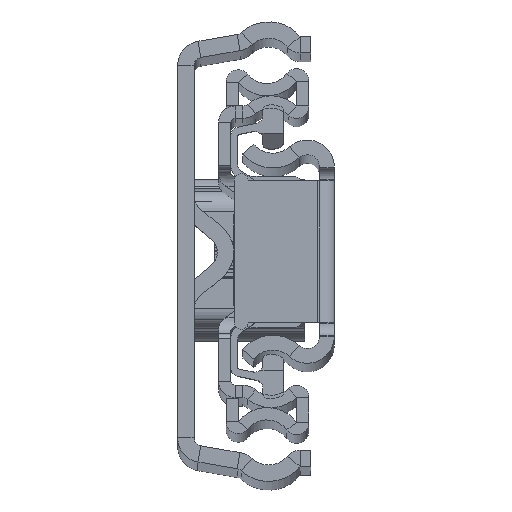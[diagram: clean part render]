
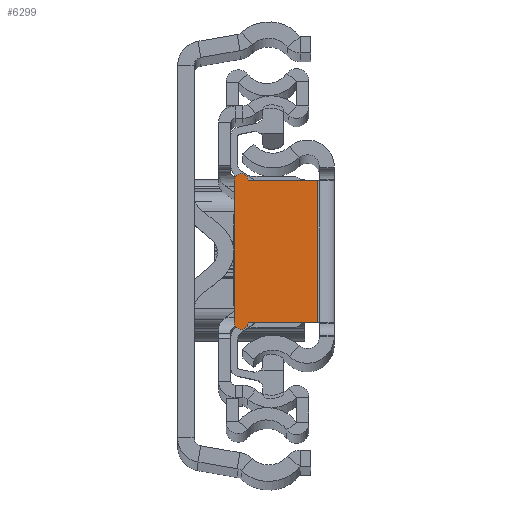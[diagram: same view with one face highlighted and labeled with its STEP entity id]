
A CAD part, top view. The second image highlights one B-rep face of the part: STEP entity #6299.
In plain terms, the highlighted planar face has unit normal (0, 0, 1).
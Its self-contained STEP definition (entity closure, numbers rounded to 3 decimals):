
#621 = EDGE_CURVE ( 'NONE', #43114, #5453, #36797, .T. ) ;
#1218 = DIRECTION ( 'NONE',  ( 0., 1., 0. ) ) ;
#1659 = VECTOR ( 'NONE', #43734, 1000. ) ;
#2615 = EDGE_CURVE ( 'NONE', #8895, #9132, #40950, .T. ) ;
#3371 = CARTESIAN_POINT ( 'NONE',  ( -2., -8.65, 0. ) ) ;
#3922 = LINE ( 'NONE', #7685, #1659 ) ;
#5220 = CARTESIAN_POINT ( 'NONE',  ( -12.2, 8.65, 0. ) ) ;
#5453 = VERTEX_POINT ( 'NONE', #42600 ) ;
#6299 = ADVANCED_FACE ( 'NONE', ( #20517 ), #24293, .T. ) ;
#6841 = CARTESIAN_POINT ( 'NONE',  ( 0., 0., 0. ) ) ;
#7685 = CARTESIAN_POINT ( 'NONE',  ( -12.2, -8.65, 0. ) ) ;
#8785 = ORIENTED_EDGE ( 'NONE', *, *, #621, .T. ) ;
#8895 = VERTEX_POINT ( 'NONE', #10418 ) ;
#9132 = VERTEX_POINT ( 'NONE', #27588 ) ;
#9830 = ORIENTED_EDGE ( 'NONE', *, *, #39671, .F. ) ;
#10418 = CARTESIAN_POINT ( 'NONE',  ( -10.5, 8.65, 0. ) ) ;
#10685 = AXIS2_PLACEMENT_3D ( 'NONE', #32444, #25158, #18290 ) ;
#10788 = CARTESIAN_POINT ( 'NONE',  ( -11.35, 8.65, 0. ) ) ;
#11743 = VECTOR ( 'NONE', #30678, 1000. ) ;
#12520 = LINE ( 'NONE', #5220, #11743 ) ;
#13155 = VERTEX_POINT ( 'NONE', #30643 ) ;
#13241 = CARTESIAN_POINT ( 'NONE',  ( -1.8, 8.65, 0. ) ) ;
#13961 = DIRECTION ( 'NONE',  ( 1., 0., 0. ) ) ;
#17351 = ORIENTED_EDGE ( 'NONE', *, *, #19362, .F. ) ;
#17568 = VERTEX_POINT ( 'NONE', #23697 ) ;
#18290 = DIRECTION ( 'NONE',  ( -1., 0., 0. ) ) ;
#19362 = EDGE_CURVE ( 'NONE', #8895, #5453, #27868, .T. ) ;
#20517 = FACE_OUTER_BOUND ( 'NONE', #23355, .T. ) ;
#20639 = AXIS2_PLACEMENT_3D ( 'NONE', #10788, #21626, #26082 ) ;
#21626 = DIRECTION ( 'NONE',  ( 0., 0., 1. ) ) ;
#23355 = EDGE_LOOP ( 'NONE', ( #9830, #42912, #44510, #8785, #17351, #35962 ) ) ;
#23697 = CARTESIAN_POINT ( 'NONE',  ( -12.2, -8.65, 0. ) ) ;
#24293 = PLANE ( 'NONE',  #37641 ) ;
#25158 = DIRECTION ( 'NONE',  ( 0., 0., 1. ) ) ;
#25666 = EDGE_CURVE ( 'NONE', #17568, #13155, #37812, .T. ) ;
#26082 = DIRECTION ( 'NONE',  ( 1., 0., 0. ) ) ;
#27588 = CARTESIAN_POINT ( 'NONE',  ( -12.2, 8.65, 0. ) ) ;
#27868 = LINE ( 'NONE', #13241, #36646 ) ;
#30643 = CARTESIAN_POINT ( 'NONE',  ( -10.5, -8.65, 0. ) ) ;
#30678 = DIRECTION ( 'NONE',  ( 0., 1., 0. ) ) ;
#31117 = DIRECTION ( 'NONE',  ( 0., 0., 1. ) ) ;
#32444 = CARTESIAN_POINT ( 'NONE',  ( -11.35, -8.65, 0. ) ) ;
#32464 = VECTOR ( 'NONE', #1218, 1000. ) ;
#33031 = CARTESIAN_POINT ( 'NONE',  ( -2., 0., 0. ) ) ;
#34362 = EDGE_CURVE ( 'NONE', #43114, #13155, #3922, .T. ) ;
#35838 = DIRECTION ( 'NONE',  ( 1., 0., 0. ) ) ;
#35962 = ORIENTED_EDGE ( 'NONE', *, *, #2615, .T. ) ;
#36646 = VECTOR ( 'NONE', #13961, 1000. ) ;
#36797 = LINE ( 'NONE', #33031, #32464 ) ;
#37641 = AXIS2_PLACEMENT_3D ( 'NONE', #6841, #31117, #35838 ) ;
#37812 = CIRCLE ( 'NONE', #10685, 0.85 ) ;
#39671 = EDGE_CURVE ( 'NONE', #17568, #9132, #12520, .T. ) ;
#40950 = CIRCLE ( 'NONE', #20639, 0.85 ) ;
#42600 = CARTESIAN_POINT ( 'NONE',  ( -2., 8.65, 0. ) ) ;
#42912 = ORIENTED_EDGE ( 'NONE', *, *, #25666, .T. ) ;
#43114 = VERTEX_POINT ( 'NONE', #3371 ) ;
#43734 = DIRECTION ( 'NONE',  ( -1., 0., 0. ) ) ;
#44510 = ORIENTED_EDGE ( 'NONE', *, *, #34362, .F. ) ;
